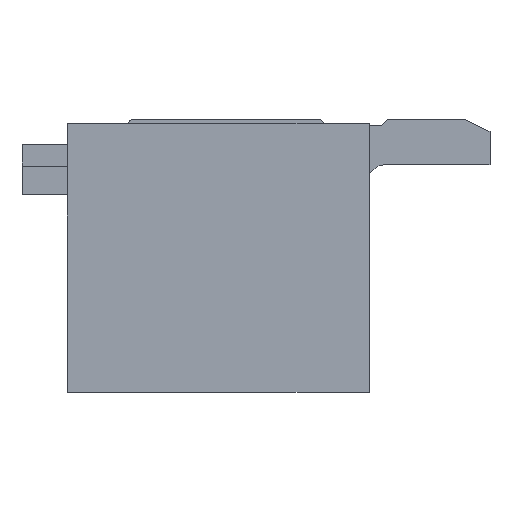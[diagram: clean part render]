
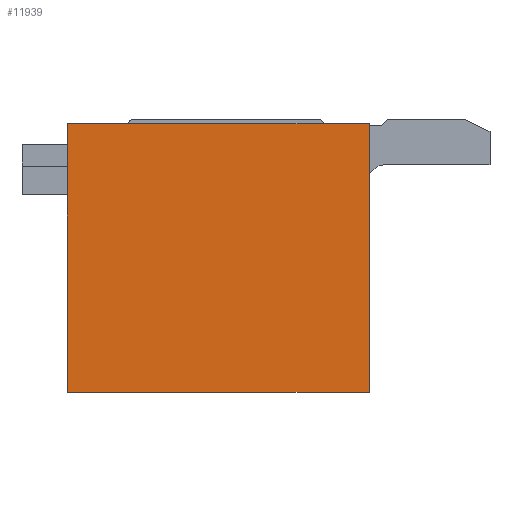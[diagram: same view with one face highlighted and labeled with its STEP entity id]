
A CAD part, left-side view. The second image highlights one B-rep face of the part: STEP entity #11939.
In plain terms, the highlighted planar face has unit normal (-1, 0, 0).
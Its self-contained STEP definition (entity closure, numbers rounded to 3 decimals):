
#109=DIRECTION('',(0.,-1.,0.));
#110=VECTOR('',#109,5.);
#111=CARTESIAN_POINT('',(-5.9,2.125,-2.225));
#112=LINE('',#111,#110);
#357=DIRECTION('',(0.,0.,1.));
#358=VECTOR('',#357,4.45);
#359=CARTESIAN_POINT('',(-5.9,-2.875,-2.225));
#360=LINE('',#359,#358);
#1125=DIRECTION('',(0.,-1.,0.));
#1126=VECTOR('',#1125,5.);
#1127=CARTESIAN_POINT('',(-5.9,2.125,2.225));
#1128=LINE('',#1127,#1126);
#4329=DIRECTION('',(0.,0.,-1.));
#4330=VECTOR('',#4329,4.45);
#4331=CARTESIAN_POINT('',(-5.9,2.125,2.225));
#4332=LINE('',#4331,#4330);
#4349=CARTESIAN_POINT('',(-5.9,-2.875,-2.225));
#4350=CARTESIAN_POINT('',(-5.9,-2.875,2.225));
#4351=VERTEX_POINT('',#4349);
#4352=VERTEX_POINT('',#4350);
#4357=CARTESIAN_POINT('',(-5.9,2.125,2.225));
#4358=CARTESIAN_POINT('',(-5.9,2.125,-2.225));
#4359=VERTEX_POINT('',#4357);
#4360=VERTEX_POINT('',#4358);
#11928=CARTESIAN_POINT('',(-5.9,2.875,-2.225));
#11929=DIRECTION('',(-1.,0.,0.));
#11930=DIRECTION('',(0.,-1.,0.));
#11931=AXIS2_PLACEMENT_3D('',#11928,#11929,#11930);
#11932=PLANE('',#11931);
#11933=ORIENTED_EDGE('',*,*,#6650,.F.);
#11934=ORIENTED_EDGE('',*,*,#6711,.T.);
#11935=ORIENTED_EDGE('',*,*,#6081,.F.);
#11936=ORIENTED_EDGE('',*,*,#5846,.F.);
#11937=EDGE_LOOP('',(#11933,#11934,#11935,#11936));
#11938=FACE_OUTER_BOUND('',#11937,.F.);
#11939=ADVANCED_FACE('',(#11938),#11932,.T.);
#5846=EDGE_CURVE('',#4360,#4351,#112,.T.);
#6081=EDGE_CURVE('',#4351,#4352,#360,.T.);
#6650=EDGE_CURVE('',#4359,#4360,#4332,.T.);
#6711=EDGE_CURVE('',#4359,#4352,#1128,.T.);
